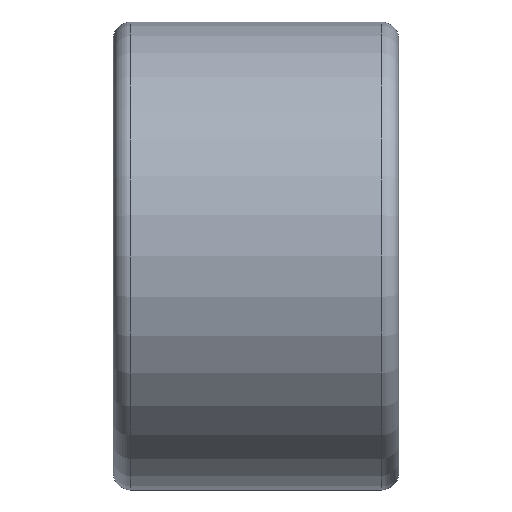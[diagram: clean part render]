
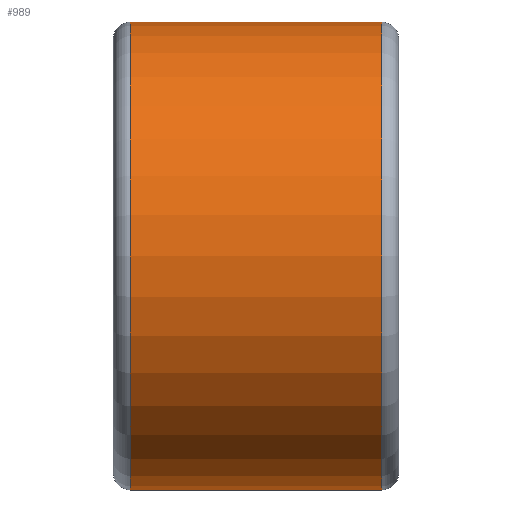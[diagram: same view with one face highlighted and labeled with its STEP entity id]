
A CAD part, front view. The second image highlights one B-rep face of the part: STEP entity #989.
In plain terms, the highlighted cylindrical face has radius 41 mm (diameter 82 mm), a partial arc.
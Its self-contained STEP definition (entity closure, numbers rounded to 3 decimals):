
#344 = ORIENTED_EDGE ( 'NONE', *, *, #2125, .F. ) ;
#523 = DIRECTION ( 'NONE',  ( 0., 0., -1. ) ) ;
#529 = VERTEX_POINT ( 'NONE', #4133 ) ;
#707 = CYLINDRICAL_SURFACE ( 'NONE', #2951, 41. ) ;
#856 = AXIS2_PLACEMENT_3D ( 'NONE', #2047, #2821, #523 ) ;
#905 = DIRECTION ( 'NONE',  ( -1., 0., 0. ) ) ;
#989 = ADVANCED_FACE ( 'NONE', ( #2181 ), #707, .T. ) ;
#1090 = EDGE_CURVE ( 'NONE', #529, #1516, #3156, .T. ) ;
#1108 = ORIENTED_EDGE ( 'NONE', *, *, #1871, .T. ) ;
#1516 = VERTEX_POINT ( 'NONE', #4252 ) ;
#1518 = CARTESIAN_POINT ( 'NONE',  ( 0., 0., -41. ) ) ;
#1690 = CARTESIAN_POINT ( 'NONE',  ( 0., 0., 0. ) ) ;
#1764 = LINE ( 'NONE', #3815, #4788 ) ;
#1808 = CARTESIAN_POINT ( 'NONE',  ( 3., 0., 41. ) ) ;
#1871 = EDGE_CURVE ( 'NONE', #3052, #2329, #2807, .T. ) ;
#1875 = DIRECTION ( 'NONE',  ( 0., 0., 1. ) ) ;
#1989 = ORIENTED_EDGE ( 'NONE', *, *, #1090, .T. ) ;
#2047 = CARTESIAN_POINT ( 'NONE',  ( 3., 0., 0. ) ) ;
#2050 = CARTESIAN_POINT ( 'NONE',  ( 3., 0., -41. ) ) ;
#2093 = ORIENTED_EDGE ( 'NONE', *, *, #4891, .T. ) ;
#2125 = EDGE_CURVE ( 'NONE', #529, #2329, #2799, .T. ) ;
#2181 = FACE_OUTER_BOUND ( 'NONE', #2526, .T. ) ;
#2329 = VERTEX_POINT ( 'NONE', #2050 ) ;
#2526 = EDGE_LOOP ( 'NONE', ( #344, #1989, #2093, #1108 ) ) ;
#2799 = LINE ( 'NONE', #1518, #4937 ) ;
#2807 = CIRCLE ( 'NONE', #856, 41. ) ;
#2821 = DIRECTION ( 'NONE',  ( 1., 0., 0. ) ) ;
#2951 = AXIS2_PLACEMENT_3D ( 'NONE', #1690, #905, #3820 ) ;
#3052 = VERTEX_POINT ( 'NONE', #1808 ) ;
#3156 = CIRCLE ( 'NONE', #3394, 41. ) ;
#3394 = AXIS2_PLACEMENT_3D ( 'NONE', #4620, #3637, #1875 ) ;
#3467 = DIRECTION ( 'NONE',  ( -1., 0., 0. ) ) ;
#3637 = DIRECTION ( 'NONE',  ( -1., 0., 0. ) ) ;
#3815 = CARTESIAN_POINT ( 'NONE',  ( 0., 0., 41. ) ) ;
#3820 = DIRECTION ( 'NONE',  ( 0., 0., 1. ) ) ;
#3976 = DIRECTION ( 'NONE',  ( -1., 0., 0. ) ) ;
#4133 = CARTESIAN_POINT ( 'NONE',  ( 47., 0., -41. ) ) ;
#4252 = CARTESIAN_POINT ( 'NONE',  ( 47., 0., 41. ) ) ;
#4620 = CARTESIAN_POINT ( 'NONE',  ( 47., 0., 0. ) ) ;
#4788 = VECTOR ( 'NONE', #3976, 1000. ) ;
#4891 = EDGE_CURVE ( 'NONE', #1516, #3052, #1764, .T. ) ;
#4937 = VECTOR ( 'NONE', #3467, 1000. ) ;
